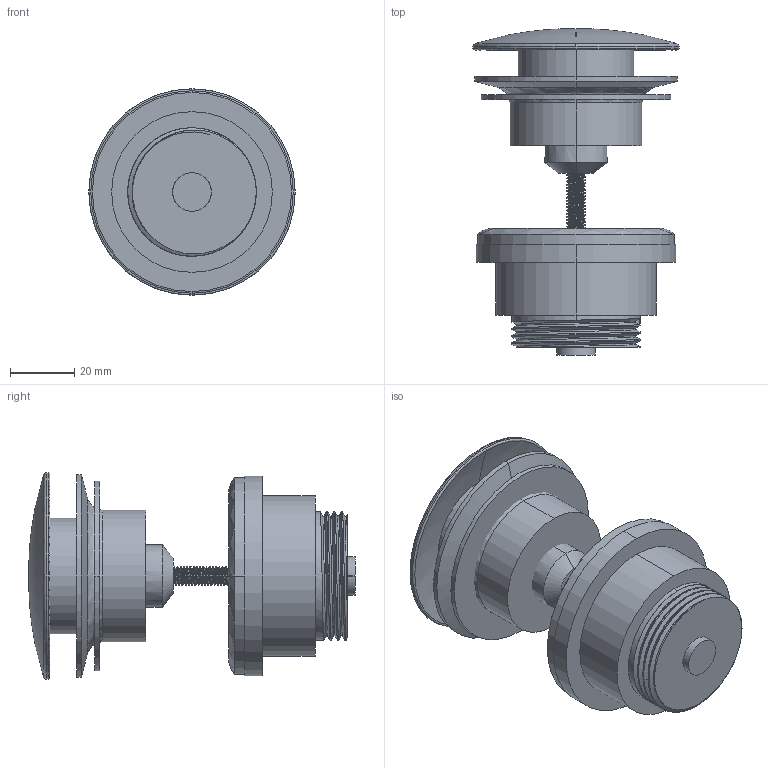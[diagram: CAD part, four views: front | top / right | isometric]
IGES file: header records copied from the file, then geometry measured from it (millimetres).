
Start section:  PTC IGES file: a45149_sw0001.igs
Global section: file name: a45149_sw0001.igs; native system: Creo Parametric by Parametric Technology Corporation; preprocessor: 2011490; author: gulsah.kurt; organization: Unknown; date: 20121003.130853; units: millimetre
Bounding box: 64.2 x 101.58 x 64.2 mm (x, y, z)
Surface area: 42426.9 mm2 (no closed solid volume)
Topology: 0 solids, 0 shells, 215 faces, 1014 edges, 1012 vertices
Faces by surface type: revolution 177, bspline 38
